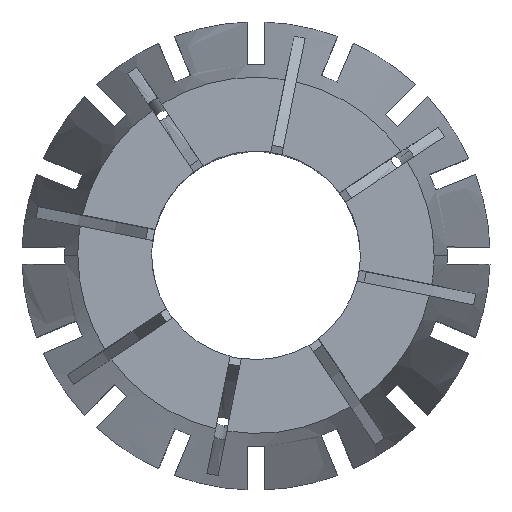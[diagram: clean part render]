
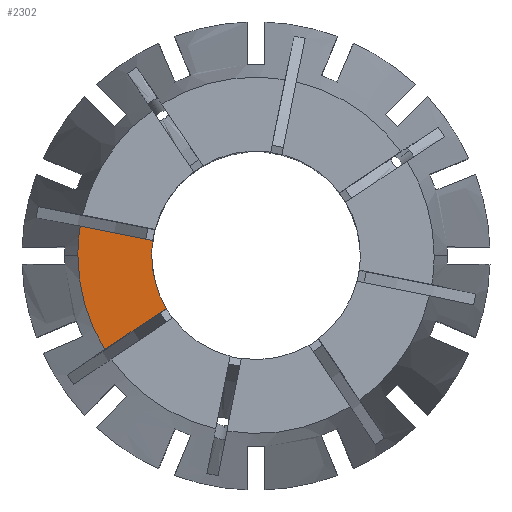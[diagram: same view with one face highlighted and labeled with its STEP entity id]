
A CAD part, top view. The second image highlights one B-rep face of the part: STEP entity #2302.
In plain terms, the highlighted planar face has unit normal (0, 0, 1).
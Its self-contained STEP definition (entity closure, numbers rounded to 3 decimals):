
#127 = VERTEX_POINT ( 'NONE', #204 ) ;
#132 = CIRCLE ( 'NONE', #4874, 15.595 ) ;
#204 = CARTESIAN_POINT ( 'NONE',  ( -15.385, 2.551, 0. ) ) ;
#415 = CARTESIAN_POINT ( 'NONE',  ( -0.278, 0.416, 0. ) ) ;
#431 = EDGE_CURVE ( 'NONE', #1474, #4480, #5699, .T. ) ;
#459 = CARTESIAN_POINT ( 'NONE',  ( 0., 0., 0. ) ) ;
#985 = ORIENTED_EDGE ( 'NONE', *, *, #1331, .F. ) ;
#1023 = EDGE_CURVE ( 'NONE', #6831, #4480, #4033, .T. ) ;
#1233 = VERTEX_POINT ( 'NONE', #3251 ) ;
#1272 = DIRECTION ( 'NONE',  ( 1., 0., 0. ) ) ;
#1331 = EDGE_CURVE ( 'NONE', #127, #1460, #3581, .T. ) ;
#1429 = DIRECTION ( 'NONE',  ( 0.831, 0.556, 0. ) ) ;
#1460 = VERTEX_POINT ( 'NONE', #2681 ) ;
#1474 = VERTEX_POINT ( 'NONE', #6660 ) ;
#1647 = DIRECTION ( 'NONE',  ( 0., 0., 1. ) ) ;
#1806 = CARTESIAN_POINT ( 'NONE',  ( 0., 0., 0. ) ) ;
#1841 = CARTESIAN_POINT ( 'NONE',  ( 0., 0., 0. ) ) ;
#1937 = AXIS2_PLACEMENT_3D ( 'NONE', #1806, #2403, #6320 ) ;
#1956 = CARTESIAN_POINT ( 'NONE',  ( -9.128, 0., 0. ) ) ;
#2063 = VECTOR ( 'NONE', #1429, 1000. ) ;
#2302 = ADVANCED_FACE ( 'NONE', ( #4267 ), #6008, .F. ) ;
#2303 = EDGE_LOOP ( 'NONE', ( #985, #5481, #5956, #5490, #3690, #6635 ) ) ;
#2403 = DIRECTION ( 'NONE',  ( 0., 0., 1. ) ) ;
#2575 = DIRECTION ( 'NONE',  ( -1., 0., 0. ) ) ;
#2681 = CARTESIAN_POINT ( 'NONE',  ( -9.037, 1.288, 0. ) ) ;
#3204 = CIRCLE ( 'NONE', #6646, 9.128 ) ;
#3251 = CARTESIAN_POINT ( 'NONE',  ( -15.595, 0., 0. ) ) ;
#3331 = DIRECTION ( 'NONE',  ( 1., 0., 0. ) ) ;
#3581 = LINE ( 'NONE', #4561, #6416 ) ;
#3583 = EDGE_CURVE ( 'NONE', #127, #1233, #132, .T. ) ;
#3690 = ORIENTED_EDGE ( 'NONE', *, *, #1023, .F. ) ;
#3824 = EDGE_CURVE ( 'NONE', #1460, #6831, #3204, .T. ) ;
#3901 = DIRECTION ( 'NONE',  ( 0.981, -0.195, 0. ) ) ;
#3946 = AXIS2_PLACEMENT_3D ( 'NONE', #5985, #4845, #2575 ) ;
#4033 = CIRCLE ( 'NONE', #4731, 9.128 ) ;
#4121 = DIRECTION ( 'NONE',  ( 0., 0., 1. ) ) ;
#4267 = FACE_OUTER_BOUND ( 'NONE', #2303, .T. ) ;
#4480 = VERTEX_POINT ( 'NONE', #5238 ) ;
#4561 = CARTESIAN_POINT ( 'NONE',  ( -0.098, -0.49, 0. ) ) ;
#4731 = AXIS2_PLACEMENT_3D ( 'NONE', #459, #1647, #7278 ) ;
#4845 = DIRECTION ( 'NONE',  ( 0., 0., -1. ) ) ;
#4874 = AXIS2_PLACEMENT_3D ( 'NONE', #6740, #4992, #3331 ) ;
#4992 = DIRECTION ( 'NONE',  ( 0., 0., 1. ) ) ;
#5194 = CIRCLE ( 'NONE', #1937, 15.595 ) ;
#5238 = CARTESIAN_POINT ( 'NONE',  ( -7.856, -4.648, 0. ) ) ;
#5481 = ORIENTED_EDGE ( 'NONE', *, *, #3583, .T. ) ;
#5490 = ORIENTED_EDGE ( 'NONE', *, *, #431, .T. ) ;
#5699 = LINE ( 'NONE', #415, #2063 ) ;
#5956 = ORIENTED_EDGE ( 'NONE', *, *, #6745, .T. ) ;
#5985 = CARTESIAN_POINT ( 'NONE',  ( 0., 0., 0. ) ) ;
#6008 = PLANE ( 'NONE',  #3946 ) ;
#6320 = DIRECTION ( 'NONE',  ( 1., 0., 0. ) ) ;
#6416 = VECTOR ( 'NONE', #3901, 1000. ) ;
#6635 = ORIENTED_EDGE ( 'NONE', *, *, #3824, .F. ) ;
#6646 = AXIS2_PLACEMENT_3D ( 'NONE', #1841, #4121, #1272 ) ;
#6660 = CARTESIAN_POINT ( 'NONE',  ( -13.238, -8.244, 0. ) ) ;
#6740 = CARTESIAN_POINT ( 'NONE',  ( 0., 0., 0. ) ) ;
#6745 = EDGE_CURVE ( 'NONE', #1233, #1474, #5194, .T. ) ;
#6831 = VERTEX_POINT ( 'NONE', #1956 ) ;
#7278 = DIRECTION ( 'NONE',  ( 1., 0., 0. ) ) ;
